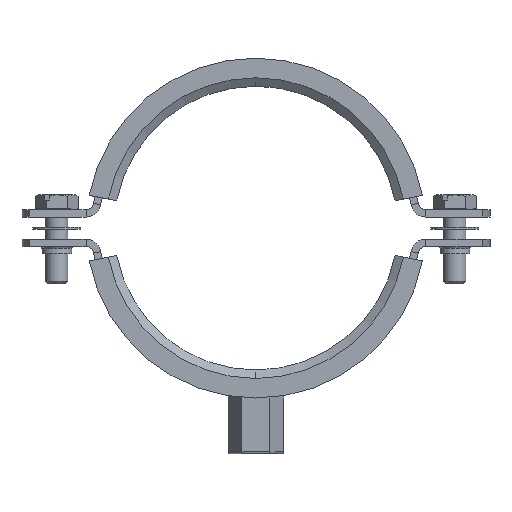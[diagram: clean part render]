
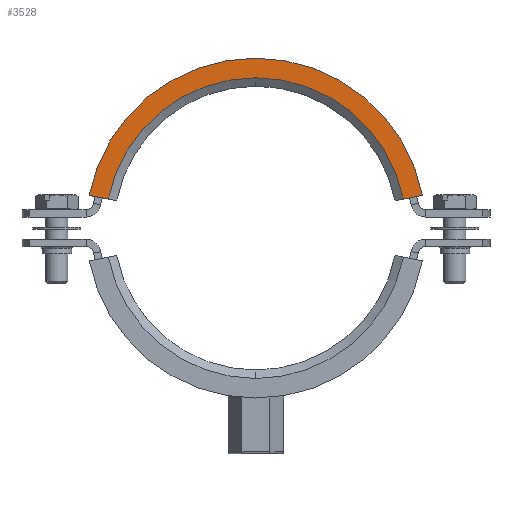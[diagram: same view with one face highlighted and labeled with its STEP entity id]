
A CAD part, front view. The second image highlights one B-rep face of the part: STEP entity #3528.
In plain terms, the highlighted planar face has unit normal (0, -1, 0).
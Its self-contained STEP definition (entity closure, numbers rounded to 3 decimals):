
#73 = EDGE_LOOP ( 'NONE', ( #11543, #12347, #3242, #9852 ) ) ;
#1057 = VERTEX_POINT ( 'NONE', #6868 ) ;
#1319 = FACE_OUTER_BOUND ( 'NONE', #73, .T. ) ;
#2594 = CARTESIAN_POINT ( 'NONE',  ( 39.934, -11.5, 34.641 ) ) ;
#2771 = DIRECTION ( 'NONE',  ( 0., 0., 1. ) ) ;
#3242 = ORIENTED_EDGE ( 'NONE', *, *, #7558, .T. ) ;
#3429 = AXIS2_PLACEMENT_3D ( 'NONE', #6461, #5200, #10344 ) ;
#3482 = VERTEX_POINT ( 'NONE', #10421 ) ;
#3486 = VERTEX_POINT ( 'NONE', #2594 ) ;
#3528 = ADVANCED_FACE ( 'NONE', ( #1319 ), #10259, .F. ) ;
#4243 = EDGE_CURVE ( 'NONE', #3482, #5743, #4446, .T. ) ;
#4446 = LINE ( 'NONE', #5451, #9618 ) ;
#4844 = CIRCLE ( 'NONE', #11580, 40.7 ) ;
#5200 = DIRECTION ( 'NONE',  ( 0., 1., 0. ) ) ;
#5451 = CARTESIAN_POINT ( 'NONE',  ( -39.934, -11.5, 34.641 ) ) ;
#5743 = VERTEX_POINT ( 'NONE', #14600 ) ;
#5877 = DIRECTION ( 'NONE',  ( 0., 1., 0. ) ) ;
#6049 = CARTESIAN_POINT ( 'NONE',  ( 0., -11.5, 42.5 ) ) ;
#6461 = CARTESIAN_POINT ( 'NONE',  ( 39.934, -11.5, 34.641 ) ) ;
#6868 = CARTESIAN_POINT ( 'NONE',  ( 45.134, -11.5, 33.617 ) ) ;
#7241 = EDGE_CURVE ( 'NONE', #3486, #1057, #9684, .T. ) ;
#7379 = VECTOR ( 'NONE', #13190, 1000. ) ;
#7558 = EDGE_CURVE ( 'NONE', #3486, #3482, #4844, .T. ) ;
#8771 = EDGE_CURVE ( 'NONE', #1057, #5743, #13536, .T. ) ;
#9618 = VECTOR ( 'NONE', #14767, 1000. ) ;
#9684 = LINE ( 'NONE', #14879, #7379 ) ;
#9852 = ORIENTED_EDGE ( 'NONE', *, *, #4243, .T. ) ;
#10259 = PLANE ( 'NONE',  #3429 ) ;
#10344 = DIRECTION ( 'NONE',  ( 0., 0., 1. ) ) ;
#10421 = CARTESIAN_POINT ( 'NONE',  ( -39.934, -11.5, 34.641 ) ) ;
#10437 = CARTESIAN_POINT ( 'NONE',  ( 0., -11.5, 42.5 ) ) ;
#10537 = AXIS2_PLACEMENT_3D ( 'NONE', #10437, #15634, #2771 ) ;
#11543 = ORIENTED_EDGE ( 'NONE', *, *, #8771, .F. ) ;
#11580 = AXIS2_PLACEMENT_3D ( 'NONE', #6049, #5877, #16399 ) ;
#12347 = ORIENTED_EDGE ( 'NONE', *, *, #7241, .F. ) ;
#13190 = DIRECTION ( 'NONE',  ( 0.981, 0., -0.193 ) ) ;
#13536 = CIRCLE ( 'NONE', #10537, 46. ) ;
#14600 = CARTESIAN_POINT ( 'NONE',  ( -45.134, -11.5, 33.617 ) ) ;
#14767 = DIRECTION ( 'NONE',  ( -0.981, 0., -0.193 ) ) ;
#14879 = CARTESIAN_POINT ( 'NONE',  ( 39.934, -11.5, 34.641 ) ) ;
#15634 = DIRECTION ( 'NONE',  ( 0., 1., 0. ) ) ;
#16399 = DIRECTION ( 'NONE',  ( 0., 0., 1. ) ) ;
